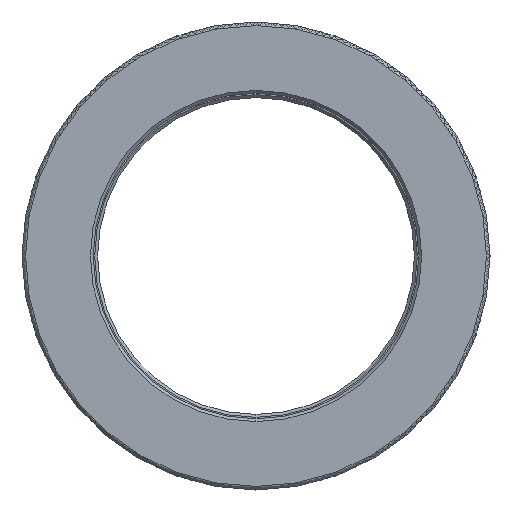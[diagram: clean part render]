
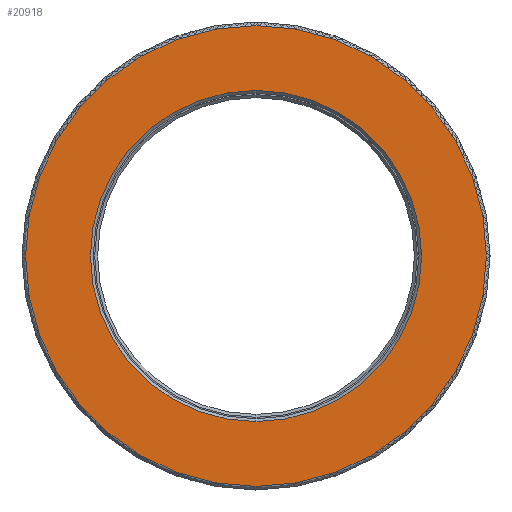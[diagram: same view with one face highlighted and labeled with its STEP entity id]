
A CAD part, left-side view. The second image highlights one B-rep face of the part: STEP entity #20918.
In plain terms, the highlighted planar face has unit normal (-1, 0, 0).
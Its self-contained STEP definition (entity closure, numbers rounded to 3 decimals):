
#831 = CARTESIAN_POINT ( 'NONE',  ( -7.5, 0., 0. ) ) ;
#908 = DIRECTION ( 'NONE',  ( 1., 0., 0. ) ) ;
#942 = DIRECTION ( 'NONE',  ( 0., 0., -1. ) ) ;
#2119 = DIRECTION ( 'NONE',  ( 0., 0., -1. ) ) ;
#2170 = CARTESIAN_POINT ( 'NONE',  ( -7.5, 0., -32. ) ) ;
#2229 = DIRECTION ( 'NONE',  ( -1., 0., 0. ) ) ;
#2304 = CARTESIAN_POINT ( 'NONE',  ( -7.5, 0., 0. ) ) ;
#2888 = VERTEX_POINT ( 'NONE', #17135 ) ;
#3775 = AXIS2_PLACEMENT_3D ( 'NONE', #9179, #9103, #9029 ) ;
#4007 = EDGE_CURVE ( 'NONE', #20543, #2888, #10442, .T. ) ;
#5174 = DIRECTION ( 'NONE',  ( 1., 0., 0. ) ) ;
#5381 = VERTEX_POINT ( 'NONE', #13687 ) ;
#6265 = EDGE_CURVE ( 'NONE', #2888, #20543, #16300, .T. ) ;
#6965 = EDGE_CURVE ( 'NONE', #16342, #5381, #10073, .T. ) ;
#7329 = ORIENTED_EDGE ( 'NONE', *, *, #6265, .T. ) ;
#8337 = ORIENTED_EDGE ( 'NONE', *, *, #8695, .T. ) ;
#8629 = AXIS2_PLACEMENT_3D ( 'NONE', #2304, #2229, #2119 ) ;
#8695 = EDGE_CURVE ( 'NONE', #5381, #16342, #19167, .T. ) ;
#9029 = DIRECTION ( 'NONE',  ( 0., 0., -1. ) ) ;
#9103 = DIRECTION ( 'NONE',  ( -1., 0., 0. ) ) ;
#9179 = CARTESIAN_POINT ( 'NONE',  ( -7.5, 0., 0. ) ) ;
#10073 = CIRCLE ( 'NONE', #8629, 32. ) ;
#10358 = ORIENTED_EDGE ( 'NONE', *, *, #4007, .T. ) ;
#10442 = CIRCLE ( 'NONE', #19089, 23. ) ;
#10547 = FACE_BOUND ( 'NONE', #11615, .T. ) ;
#11615 = EDGE_LOOP ( 'NONE', ( #10358, #7329 ) ) ;
#12247 = EDGE_LOOP ( 'NONE', ( #13828, #8337 ) ) ;
#13687 = CARTESIAN_POINT ( 'NONE',  ( -7.5, 0., 32. ) ) ;
#13828 = ORIENTED_EDGE ( 'NONE', *, *, #6965, .T. ) ;
#14366 = CARTESIAN_POINT ( 'NONE',  ( -7.5, 0., 23. ) ) ;
#14539 = AXIS2_PLACEMENT_3D ( 'NONE', #20111, #20085, #20059 ) ;
#15475 = PLANE ( 'NONE',  #21175 ) ;
#16300 = CIRCLE ( 'NONE', #14539, 23. ) ;
#16342 = VERTEX_POINT ( 'NONE', #2170 ) ;
#17135 = CARTESIAN_POINT ( 'NONE',  ( -7.5, 0., -23. ) ) ;
#17190 = DIRECTION ( 'NONE',  ( 0., 0., -1. ) ) ;
#18820 = CARTESIAN_POINT ( 'NONE',  ( -7.5, 22.6, 0. ) ) ;
#19089 = AXIS2_PLACEMENT_3D ( 'NONE', #831, #908, #942 ) ;
#19167 = CIRCLE ( 'NONE', #3775, 32. ) ;
#19655 = FACE_OUTER_BOUND ( 'NONE', #12247, .T. ) ;
#20059 = DIRECTION ( 'NONE',  ( 0., 0., -1. ) ) ;
#20085 = DIRECTION ( 'NONE',  ( 1., 0., 0. ) ) ;
#20111 = CARTESIAN_POINT ( 'NONE',  ( -7.5, 0., 0. ) ) ;
#20543 = VERTEX_POINT ( 'NONE', #14366 ) ;
#20918 = ADVANCED_FACE ( 'NONE', ( #19655, #10547 ), #15475, .F. ) ;
#21175 = AXIS2_PLACEMENT_3D ( 'NONE', #18820, #5174, #17190 ) ;
